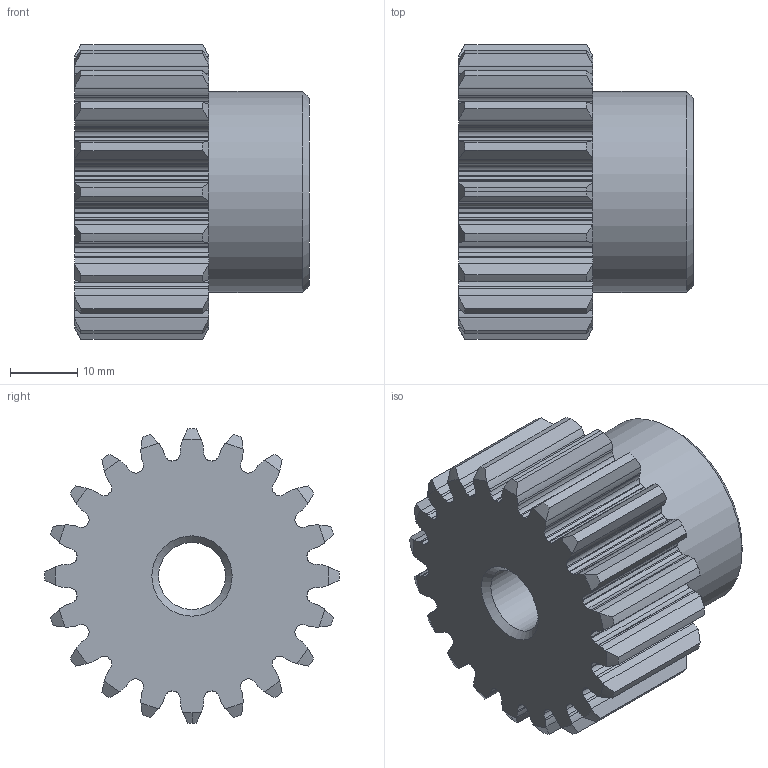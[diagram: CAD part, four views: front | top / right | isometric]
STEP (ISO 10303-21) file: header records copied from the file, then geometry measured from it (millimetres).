
FILE_DESCRIPTION(/* description */ ('Alibre Inc.'),/* implementation_level */ '2;1');
FILE_NAME(/* name */ 'export-F4111199-737C-423A-9AA0-42965337DC07',/* time_stamp */ '2024-07-02T15:09:19+02:00',/* author */ (''),/* organization */ (''),/* preprocessor_version */ 'ST-DEVELOPER v17',/* originating_system */ 'Alibre',/* authorisation */ '');
FILE_SCHEMA (('AUTOMOTIVE_DESIGN'));
Length unit declared in the file: millimetre
Products named in the file (1): 401020020
Bounding box: 35 x 44 x 44 mm (x, y, z)
Volume: 32270.1 mm3; surface area: 9568.2 mm2
Topology: 1 solids, 1 shells, 341 faces, 1014 edges, 676 vertices
Faces by surface type: cylinder 293, cone 45, plane 3
Full cylindrical faces by diameter (mm): 10 x1, 30 x1
Entity records: 11790 total; most frequent: CARTESIAN_POINT 2245, DIRECTION 2197, ORIENTED_EDGE 2028, EDGE_CURVE 1014, AXIS2_PLACEMENT_3D 951, VERTEX_POINT 676, CIRCLE 610, EDGE_LOOP 344
